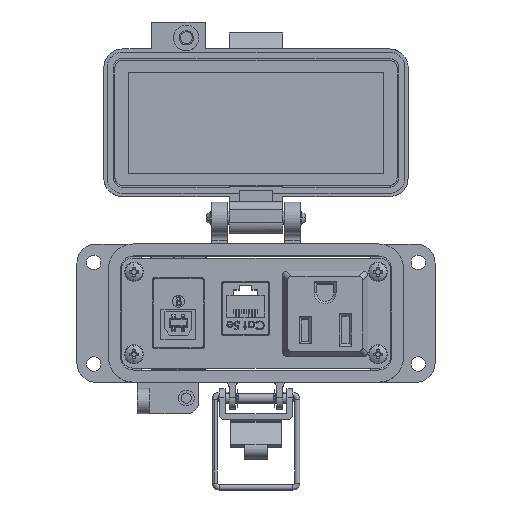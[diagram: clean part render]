
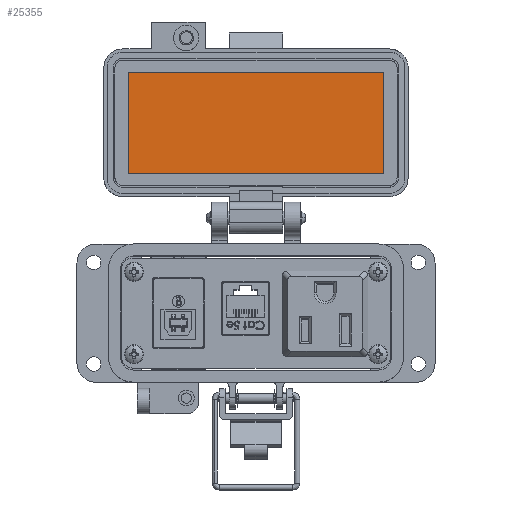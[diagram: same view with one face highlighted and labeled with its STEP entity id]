
A CAD part, top view. The second image highlights one B-rep face of the part: STEP entity #25355.
In plain terms, the highlighted planar face has unit normal (0, 0, 1).
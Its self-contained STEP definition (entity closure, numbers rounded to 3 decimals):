
#2705 = LINE ( 'NONE', #60169, #47789 ) ;
#8157 = CARTESIAN_POINT ( 'NONE',  ( 40.25, 51.154, -25.55 ) ) ;
#10209 = VERTEX_POINT ( 'NONE', #44426 ) ;
#12520 = FACE_OUTER_BOUND ( 'NONE', #56291, .T. ) ;
#13667 = EDGE_CURVE ( 'NONE', #61905, #10209, #51332, .T. ) ;
#14392 = CARTESIAN_POINT ( 'NONE',  ( 40.25, 83.154, -25.55 ) ) ;
#17035 = CARTESIAN_POINT ( 'NONE',  ( -8.5, 67.154, -25.55 ) ) ;
#20661 = EDGE_CURVE ( 'NONE', #66981, #58939, #39147, .T. ) ;
#20849 = DIRECTION ( 'NONE',  ( -1., 0., 0. ) ) ;
#22891 = CARTESIAN_POINT ( 'NONE',  ( -40.25, 83.154, -25.55 ) ) ;
#22959 = DIRECTION ( 'NONE',  ( 0., -1., 0. ) ) ;
#23518 = VECTOR ( 'NONE', #42960, 1000. ) ;
#25355 = ADVANCED_FACE ( 'NONE', ( #12520 ), #57945, .T. ) ;
#26103 = CARTESIAN_POINT ( 'NONE',  ( -40.25, 67.154, -25.55 ) ) ;
#30798 = DIRECTION ( 'NONE',  ( 0., -1., 0. ) ) ;
#39147 = LINE ( 'NONE', #48684, #23518 ) ;
#39169 = AXIS2_PLACEMENT_3D ( 'NONE', #17035, #58212, #22959 ) ;
#41572 = ORIENTED_EDGE ( 'NONE', *, *, #20661, .F. ) ;
#42939 = EDGE_CURVE ( 'NONE', #58939, #61905, #2705, .T. ) ;
#42960 = DIRECTION ( 'NONE',  ( 1., 0., 0. ) ) ;
#44426 = CARTESIAN_POINT ( 'NONE',  ( -40.25, 51.154, -25.55 ) ) ;
#47789 = VECTOR ( 'NONE', #30798, 1000. ) ;
#48666 = ORIENTED_EDGE ( 'NONE', *, *, #13667, .F. ) ;
#48684 = CARTESIAN_POINT ( 'NONE',  ( -8.5, 83.154, -25.55 ) ) ;
#51332 = LINE ( 'NONE', #65913, #65105 ) ;
#56291 = EDGE_LOOP ( 'NONE', ( #41572, #76320, #48666, #69237 ) ) ;
#57830 = EDGE_CURVE ( 'NONE', #10209, #66981, #71470, .T. ) ;
#57945 = PLANE ( 'NONE',  #39169 ) ;
#58212 = DIRECTION ( 'NONE',  ( 0., 0., 1. ) ) ;
#58939 = VERTEX_POINT ( 'NONE', #14392 ) ;
#60169 = CARTESIAN_POINT ( 'NONE',  ( 40.25, 67.154, -25.55 ) ) ;
#61905 = VERTEX_POINT ( 'NONE', #8157 ) ;
#65105 = VECTOR ( 'NONE', #20849, 1000. ) ;
#65913 = CARTESIAN_POINT ( 'NONE',  ( 42., 51.154, -25.55 ) ) ;
#66981 = VERTEX_POINT ( 'NONE', #22891 ) ;
#67228 = DIRECTION ( 'NONE',  ( 0., 1., 0. ) ) ;
#69237 = ORIENTED_EDGE ( 'NONE', *, *, #42939, .F. ) ;
#71470 = LINE ( 'NONE', #26103, #73349 ) ;
#73349 = VECTOR ( 'NONE', #67228, 1000. ) ;
#76320 = ORIENTED_EDGE ( 'NONE', *, *, #57830, .F. ) ;
